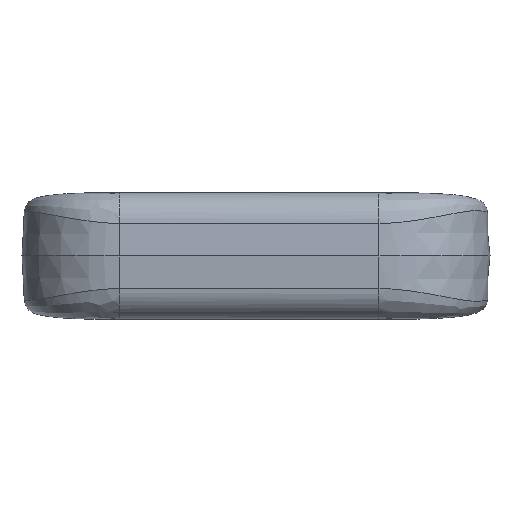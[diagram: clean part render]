
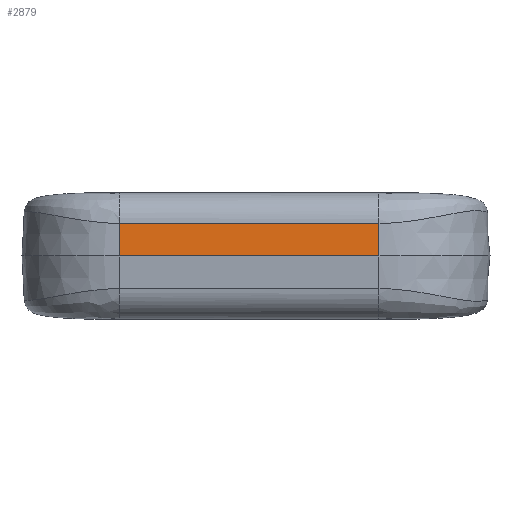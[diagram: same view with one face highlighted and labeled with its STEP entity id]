
A CAD part, front view. The second image highlights one B-rep face of the part: STEP entity #2879.
In plain terms, the highlighted planar face has unit normal (0, -0.999, 0.052).
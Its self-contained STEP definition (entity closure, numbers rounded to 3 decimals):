
#335=LINE('',#27239,#616);
#336=LINE('',#27293,#617);
#337=LINE('',#27296,#618);
#338=LINE('',#27297,#619);
#616=VECTOR('',#10067,1.);
#617=VECTOR('',#10072,1.);
#618=VECTOR('',#10073,1.);
#619=VECTOR('',#10074,1.);
#2012=PLANE('',#9173);
#2348=FACE_OUTER_BOUND('',#3547,.T.);
#2879=ADVANCED_FACE('',(#2348),#2012,.T.);
#3547=EDGE_LOOP('',(#5221,#5222,#5223,#5224));
#5221=ORIENTED_EDGE('',*,*,#8119,.F.);
#5222=ORIENTED_EDGE('',*,*,#8120,.T.);
#5223=ORIENTED_EDGE('',*,*,#8116,.T.);
#5224=ORIENTED_EDGE('',*,*,#8121,.T.);
#7036=VERTEX_POINT('',#27240);
#7037=VERTEX_POINT('',#27241);
#7038=VERTEX_POINT('',#27294);
#7039=VERTEX_POINT('',#27295);
#8116=EDGE_CURVE('',#7036,#7037,#335,.T.);
#8119=EDGE_CURVE('',#7038,#7039,#336,.T.);
#8120=EDGE_CURVE('',#7038,#7036,#337,.T.);
#8121=EDGE_CURVE('',#7037,#7039,#338,.T.);
#9173=AXIS2_PLACEMENT_3D('',#27298,#10075,#10076);
#10067=DIRECTION('',(0.,-0.052,-0.999));
#10072=DIRECTION('',(0.,-0.052,-0.999));
#10073=DIRECTION('',(-1.,0.,0.));
#10074=DIRECTION('',(1.,0.,0.));
#10075=DIRECTION('',(0.,-0.999,0.052));
#10076=DIRECTION('',(0.,-0.052,-0.999));
#27239=CARTESIAN_POINT('',(-63.104,-113.962,0.));
#27240=CARTESIAN_POINT('',(-63.104,-113.178,14.96));
#27241=CARTESIAN_POINT('',(-63.104,-113.962,0.));
#27293=CARTESIAN_POINT('',(55.896,-113.962,0.));
#27294=CARTESIAN_POINT('',(55.896,-113.178,14.96));
#27295=CARTESIAN_POINT('',(55.896,-113.962,0.));
#27296=CARTESIAN_POINT('',(-0.604,-113.178,14.96));
#27297=CARTESIAN_POINT('',(-0.604,-113.962,0.));
#27298=CARTESIAN_POINT('',(-0.604,-113.962,0.));
